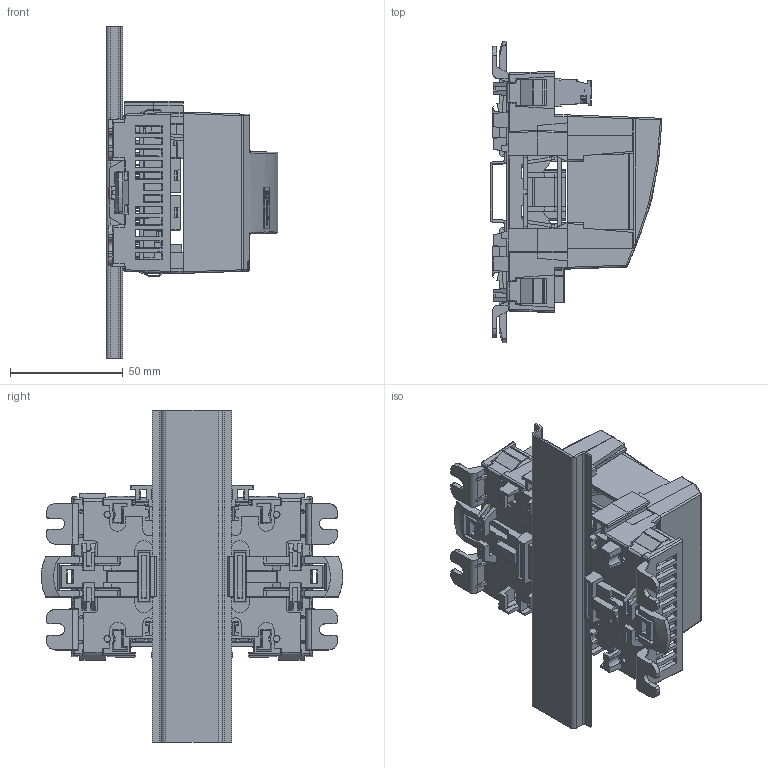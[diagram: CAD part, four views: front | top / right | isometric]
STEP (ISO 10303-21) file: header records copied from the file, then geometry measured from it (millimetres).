
FILE_DESCRIPTION((''),'2;1');
FILE_NAME('AK-CM_102_ASM','2022-04-22T14:42:05',('U240257'),(''),'CREO PARAMETRIC BY PTC INC, 2019344','CREO PARAMETRIC BY PTC INC, 2019344','');
FILE_SCHEMA(('AUTOMOTIVE_DESIGN { 1 0 10303 214 1 1 1 1 }'));
Products named in the file (18): AK2-SIZE_721_NONE_1_1_1; AK2-SIZE_723_NONE_1_1_1; AK2-SIZE_7210_NONE_1_1_1; AK2-SIZE_7211_NONE_1_1_1; AK2-SIZE_7213_1_NONE_WO_HOLES; AK2-SIZE_7218_NONE_1_1_1; AK2-SIZE_7219_NONE_1_1_1; AK2-SIZE_72_2RJ45_ASM; 080Z0514_03_01_RED_RECTANGULAR; AK2-SIZE_72_RED_RECTANGULAR_ASM; DIN-BAR_16DIN_AF8_1_1; LOGO_OUTLINE_DANFOSS_1_1; 1755749_MSTBVA_2P5_3-G-5P08_1_2; 1912414_MVSTBR_2P5_HC_3-ST-5P_3; SWITCH_LEADED_2P_1_2_1; S102_1_1; RJ_45_AK2; AK-CM_102_ASM
Assembly tree (18 placements, depth 4):
  AK-CM_102_ASM
    AK2-SIZE_72_RED_RECTANGULAR_ASM
      AK2-SIZE_72_2RJ45_ASM
        AK2-SIZE_721_NONE_1_1_1
        AK2-SIZE_723_NONE_1_1_1
        AK2-SIZE_7210_NONE_1_1_1
        AK2-SIZE_7211_NONE_1_1_1
        AK2-SIZE_7213_1_NONE_WO_HOLES
        AK2-SIZE_7218_NONE_1_1_1
        AK2-SIZE_7219_NONE_1_1_1
      080Z0514_03_01_RED_RECTANGULAR
    DIN-BAR_16DIN_AF8_1_1
    LOGO_OUTLINE_DANFOSS_1_1
    1755749_MSTBVA_2P5_3-G-5P08_1_2
    1912414_MVSTBR_2P5_HC_3-ST-5P_3
    SWITCH_LEADED_2P_1_2_1
    S102_1_1
    RJ_45_AK2  x2
Bounding box: 76.12 x 133.47 x 147 mm (x, y, z)
Volume: 99076.8 mm3; surface area: 129072.2 mm2
Topology: 16 solids, 34 shells, 5167 faces, 15026 edges, 9757 vertices
Faces by surface type: plane 3852, cylinder 913, bspline 156, cone 119, sphere 77, extrusion 36, torus 11, revolution 3
Entity records: 207626 total; most frequent: CARTESIAN_POINT 42481, ORIENTED_EDGE 26766, DIRECTION 23194, EDGE_CURVE 13404, VECTOR 10561, LINE 10525, VERTEX_POINT 8759, PRESENTATION_STYLE_ASSIGNMENT 6407
